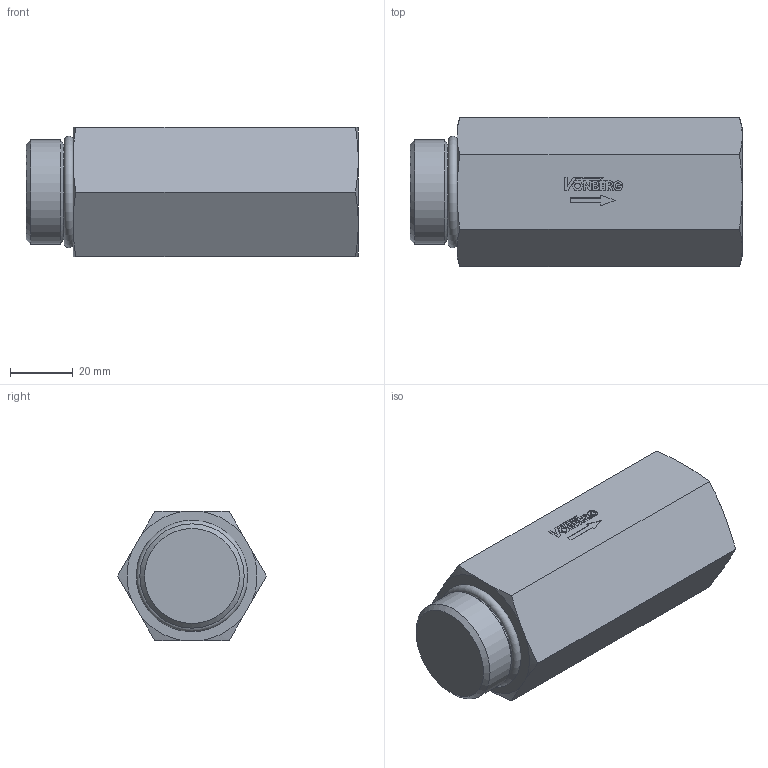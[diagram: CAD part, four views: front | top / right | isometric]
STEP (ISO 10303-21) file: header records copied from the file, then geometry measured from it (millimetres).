
FILE_DESCRIPTION((''),'2;1');
FILE_NAME('10312-816.stp','2015-01-02T14:57:18',('jml'),(''),'Autodesk Inventor 2010','Autodesk Inventor 2010','');
FILE_SCHEMA(('AUTOMOTIVE_DESIGN { 1 0 10303 214 1 1 1 1 }'));
Length unit declared in the file: inch
Products named in the file (3): 10312-816; 320133; 916 O-RING
Assembly tree (2 placements, depth 2):
  10312-816
    320133
    916 O-RING
Bounding box: 106.17 x 47.66 x 41.27 mm (x, y, z)
Volume: 126886.5 mm3; surface area: 20826.9 mm2
Topology: 2 solids, 2 shells, 130 faces, 333 edges, 220 vertices
Faces by surface type: plane 93, cylinder 18, cone 17, torus 2
Full cylindrical faces by diameter (mm): 1.74 x1, 30.404 x1, 31.039 x1, 33.325 x1
Entity records: 3926 total; most frequent: CARTESIAN_POINT 722, ORIENTED_EDGE 642, DIRECTION 622, EDGE_CURVE 321, VECTOR 242, LINE 242, VERTEX_POINT 218, AXIS2_PLACEMENT_3D 190
